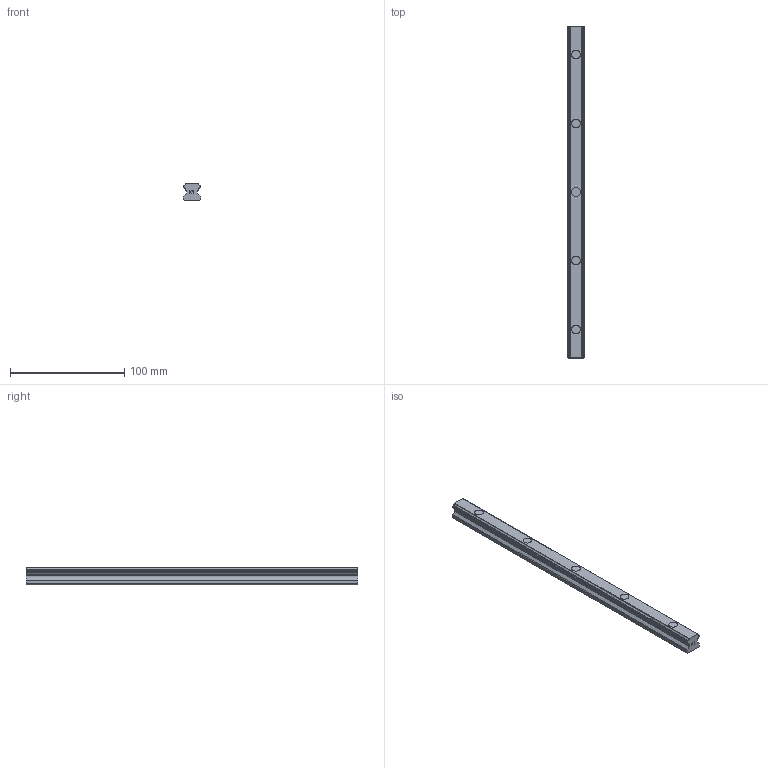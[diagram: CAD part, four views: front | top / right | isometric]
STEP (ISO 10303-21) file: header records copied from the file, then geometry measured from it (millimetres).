
FILE_DESCRIPTION(('STEP AP214'),'1');
FILE_NAME('cctmp_FD10A62A-3BBE-4993-AAC5-92E07FF3433A_2020_5_5_12_37_46_396..stp','2020-05-05T10:37:46',('HIWIN GmbH'),('CADClick - www.CADClick.com'),'Spatial InterOp 3D',' ','unknown authorization');
FILE_SCHEMA(('AUTOMOTIVE_DESIGN'));
Length unit declared in the file: millimetre
Products named in the file (1): HGR15R290H_FILE
Bounding box: 15 x 290 x 15 mm (x, y, z)
Volume: 53221.3 mm3; surface area: 19700.2 mm2
Topology: 1 solids, 1 shells, 160 faces, 417 edges, 278 vertices
Faces by surface type: plane 104, cylinder 56
Entity records: 6217 total; most frequent: CARTESIAN_POINT 856, DIRECTION 851, ORIENTED_EDGE 834, EDGE_CURVE 417, LINE 305, VECTOR 305, VERTEX_POINT 278, AXIS2_PLACEMENT_3D 273
